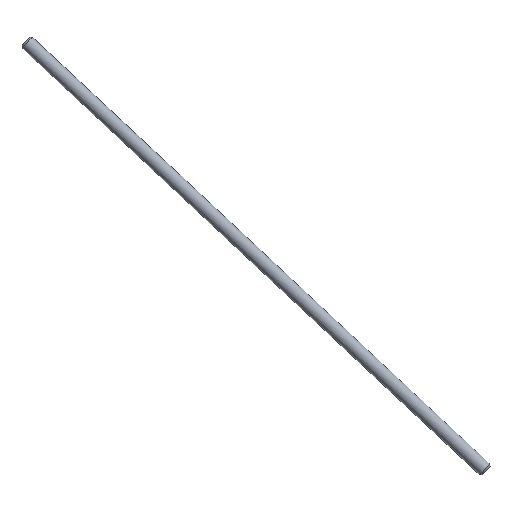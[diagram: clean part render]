
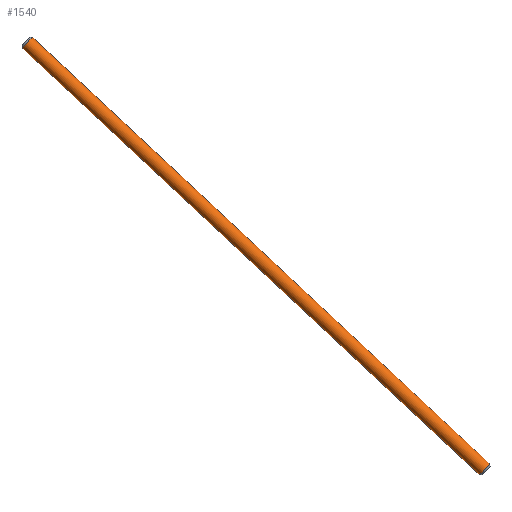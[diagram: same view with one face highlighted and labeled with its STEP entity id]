
A CAD part, top view. The second image highlights one B-rep face of the part: STEP entity #1540.
In plain terms, the highlighted cylindrical face has radius 1 mm (diameter 2 mm), a partial arc.
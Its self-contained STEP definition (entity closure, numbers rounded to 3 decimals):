
#310=CARTESIAN_POINT('',(-32.301,-41.75,84.7));
#320=VERTEX_POINT('',#310);
#350=CARTESIAN_POINT('',(-33.301,-41.75,84.7));
#360=DIRECTION('',(0.,-1.,0.));
#370=DIRECTION('',(-1.,0.,0.));
#380=AXIS2_PLACEMENT_3D('',#350,#360,#370);
#390=CIRCLE('',#380,1.);
#400=CARTESIAN_POINT('',(-34.301,-41.75,84.7));
#410=VERTEX_POINT('',#400);
#420=EDGE_CURVE('',#320,#410,#390,.T.);
#970=CARTESIAN_POINT('',(-34.301,-126.25,84.7));
#980=VERTEX_POINT('',#970);
#1010=CARTESIAN_POINT('',(-33.301,-126.25,84.7));
#1020=DIRECTION('',(0.,-1.,0.));
#1030=DIRECTION('',(-1.,0.,0.));
#1040=AXIS2_PLACEMENT_3D('',#1010,#1020,#1030);
#1050=CIRCLE('',#1040,1.);
#1060=CARTESIAN_POINT('',(-32.301,-126.25,84.7));
#1070=VERTEX_POINT('',#1060);
#1080=EDGE_CURVE('',#1070,#980,#1050,.T.);
#1330=CARTESIAN_POINT('',(-33.301,-46.5,84.7));
#1340=DIRECTION('',(0.,-1.,0.));
#1350=DIRECTION('',(-1.,0.,0.));
#1360=AXIS2_PLACEMENT_3D('',#1330,#1340,#1350);
#1370=CYLINDRICAL_SURFACE('',#1360,1.);
#1380=CARTESIAN_POINT('',(-34.301,-46.5,84.7));
#1390=DIRECTION('',(0.,-1.,0.));
#1400=VECTOR('',#1390,1.);
#1410=LINE('',#1380,#1400);
#1420=EDGE_CURVE('',#410,#980,#1410,.T.);
#1430=ORIENTED_EDGE('',*,*,#1420,.T.);
#1440=ORIENTED_EDGE('',*,*,#420,.T.);
#1450=CARTESIAN_POINT('',(-32.301,-46.5,84.7));
#1460=DIRECTION('',(0.,-1.,0.));
#1470=VECTOR('',#1460,1.);
#1480=LINE('',#1450,#1470);
#1490=EDGE_CURVE('',#320,#1070,#1480,.T.);
#1500=ORIENTED_EDGE('',*,*,#1490,.F.);
#1510=ORIENTED_EDGE('',*,*,#1080,.F.);
#1520=EDGE_LOOP('',(#1510,#1500,#1440,#1430));
#1530=FACE_OUTER_BOUND('',#1520,.T.);
#1540=ADVANCED_FACE('Aussengewinde_22049434',(#1530),#1370,.T.);
